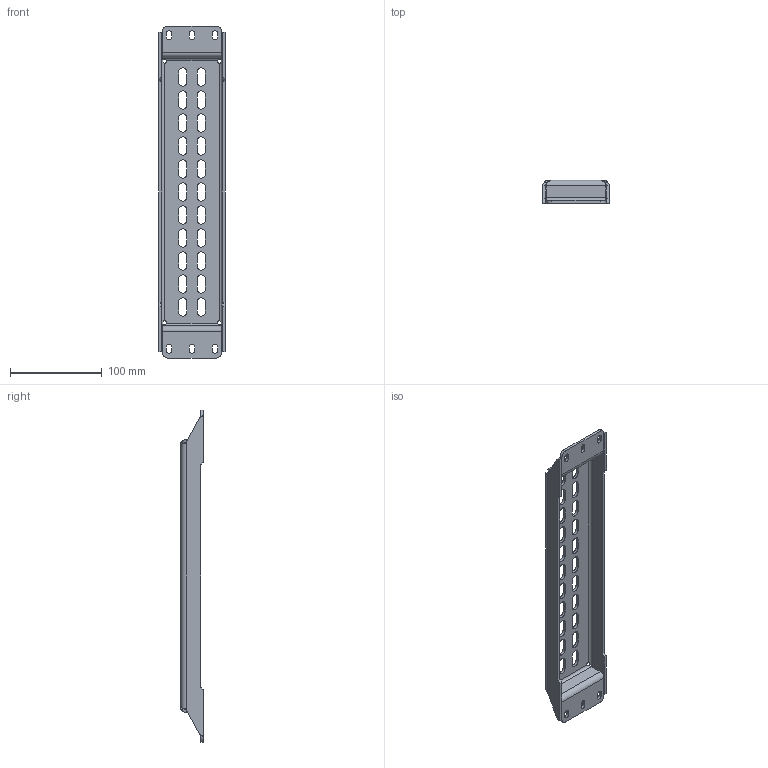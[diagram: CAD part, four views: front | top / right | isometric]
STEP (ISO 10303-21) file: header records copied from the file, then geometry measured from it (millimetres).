
FILE_DESCRIPTION (( 'STEP AP214' ), '1' );
FILE_NAME ('998.540.STEP', '2024-10-01T09:55:59', ( '' ), ( '' ), 'SwSTEP 2.0', 'SolidWorks 2021', '' );
FILE_SCHEMA (( 'AUTOMOTIVE_DESIGN' ));
Length unit declared in the file: millimetre
Products named in the file (1): 998.540
Bounding box: 72 x 25 x 361 mm (x, y, z)
Volume: 105714 mm3; surface area: 78018.4 mm2
Topology: 1 solids, 1 shells, 230 faces, 636 edges, 408 vertices
Faces by surface type: cylinder 116, plane 98, bspline 16
Entity records: 8802 total; most frequent: CARTESIAN_POINT 2759, ORIENTED_EDGE 1272, DIRECTION 1226, EDGE_CURVE 636, AXIS2_PLACEMENT_3D 431, VERTEX_POINT 408, VECTOR 364, LINE 364
